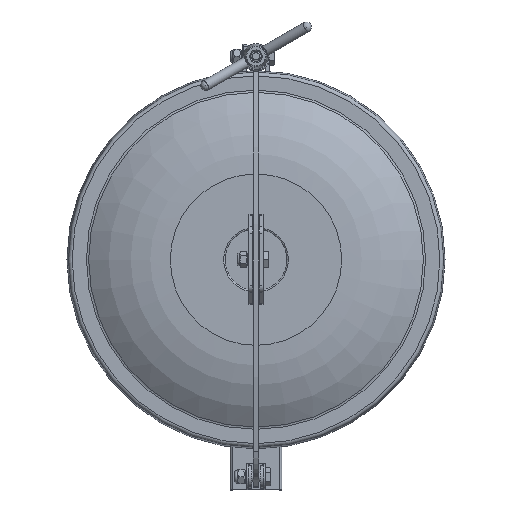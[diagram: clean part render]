
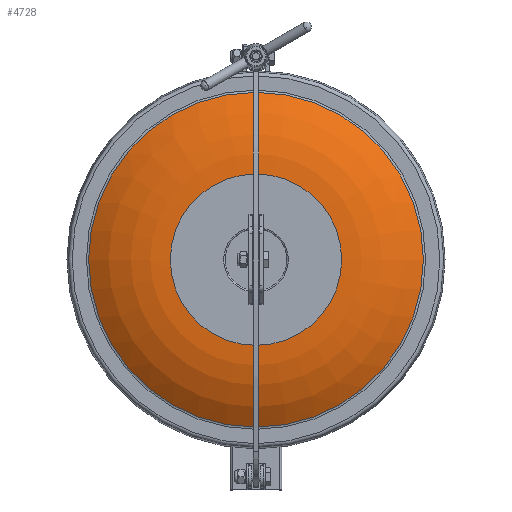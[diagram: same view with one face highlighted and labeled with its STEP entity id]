
A CAD part, top view. The second image highlights one B-rep face of the part: STEP entity #4728.
In plain terms, the highlighted toroidal (fillet/blend) face has major radius 115 mm and minor radius 185 mm.
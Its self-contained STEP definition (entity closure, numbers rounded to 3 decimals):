
#93=DEGENERATE_TOROIDAL_SURFACE('',#6189,115.,185.,.T.);
#1315=ORIENTED_EDGE('',*,*,#2474,.T.);
#1316=ORIENTED_EDGE('',*,*,#2473,.F.);
#2473=EDGE_CURVE('',#3072,#3072,#3479,.T.);
#2474=EDGE_CURVE('',#3073,#3073,#3480,.T.);
#3072=VERTEX_POINT('',#8612);
#3073=VERTEX_POINT('',#8615);
#3479=CIRCLE('',#6188,115.);
#3480=CIRCLE('',#6190,224.69);
#3774=EDGE_LOOP('',(#1315));
#3775=EDGE_LOOP('',(#1316));
#4245=FACE_BOUND('',#3774,.T.);
#4246=FACE_BOUND('',#3775,.T.);
#4728=ADVANCED_FACE('',(#4245,#4246),#93,.T.);
#6188=AXIS2_PLACEMENT_3D('',#8611,#6975,#6976);
#6189=AXIS2_PLACEMENT_3D('',#8613,#6977,#6978);
#6190=AXIS2_PLACEMENT_3D('',#8614,#6979,#6980);
#6975=DIRECTION('',(0.,0.,1.));
#6976=DIRECTION('',(1.,0.,0.));
#6977=DIRECTION('',(0.,0.,1.));
#6978=DIRECTION('',(1.,0.,0.));
#6979=DIRECTION('',(0.,0.,1.));
#6980=DIRECTION('',(1.,0.,0.));
#8611=CARTESIAN_POINT('',(0.,0.,53.));
#8612=CARTESIAN_POINT('',(115.,0.,53.));
#8613=CARTESIAN_POINT('',(0.,0.,-132.));
#8614=CARTESIAN_POINT('',(0.,0.,16.974));
#8615=CARTESIAN_POINT('',(224.69,0.,16.974));
